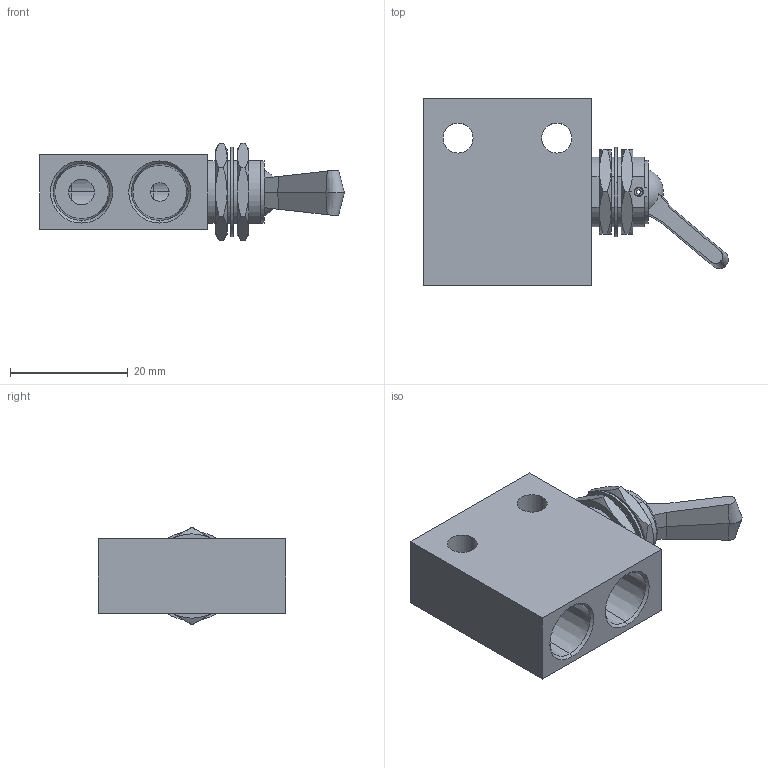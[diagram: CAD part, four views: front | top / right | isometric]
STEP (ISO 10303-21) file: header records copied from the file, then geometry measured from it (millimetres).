
FILE_DESCRIPTION (( 'STEP AP214' ), '1' );
FILE_NAME ('GVS-3CS1F-TD.step', '2018-10-25T18:26:35', ( '' ), ( '' ), 'SwSTEP 2.0', 'SolidWorks 2018', '' );
FILE_SCHEMA (( 'AUTOMOTIVE_DESIGN' ));
Length unit declared in the file: inch
Products named in the file (1): GVS-3CS1F-TD
Bounding box: 51.73 x 31.75 x 16.51 mm (x, y, z)
Volume: 9304.4 mm3; surface area: 6997.8 mm2
Topology: 6 solids, 6 shells, 250 faces, 655 edges, 416 vertices
Faces by surface type: plane 99, cylinder 87, cone 60, sphere 2, bspline 2
Entity records: 11581 total; most frequent: CARTESIAN_POINT 2019, DIRECTION 1310, ORIENTED_EDGE 1298, EDGE_CURVE 649, AXIS2_PLACEMENT_3D 491, VERTEX_POINT 414, VECTOR 328, LINE 328
